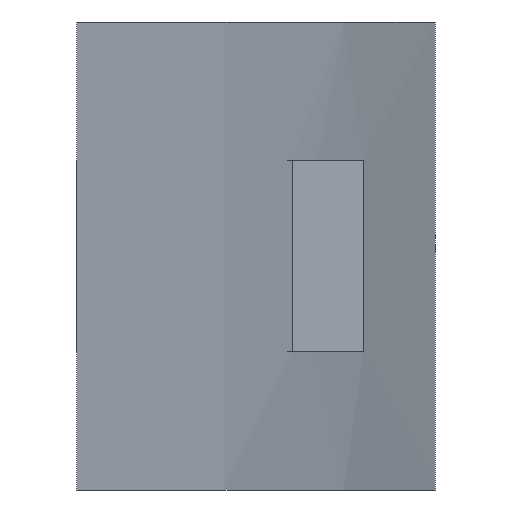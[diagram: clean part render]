
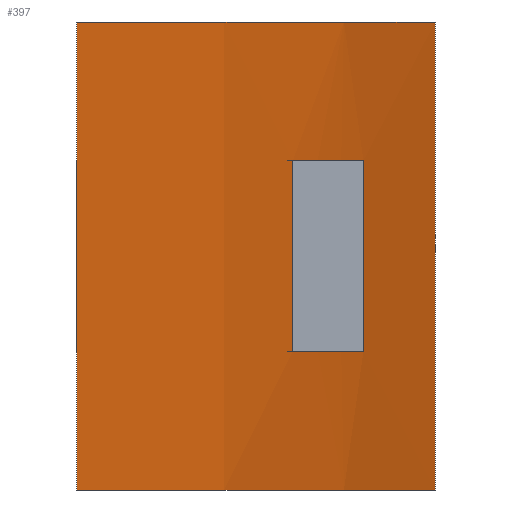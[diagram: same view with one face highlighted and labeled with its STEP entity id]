
A CAD part, left-side view. The second image highlights one B-rep face of the part: STEP entity #397.
In plain terms, the highlighted cylindrical face has radius 50 mm (diameter 100 mm), a partial arc.
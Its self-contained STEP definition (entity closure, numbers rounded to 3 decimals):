
#16=FACE_BOUND('',#74,.T.);
#22=CYLINDRICAL_SURFACE('',#447,50.);
#28=CIRCLE('',#435,50.);
#29=CIRCLE('',#438,50.);
#32=CIRCLE('',#444,50.);
#34=CIRCLE('',#448,50.);
#52=FACE_OUTER_BOUND('',#73,.T.);
#73=EDGE_LOOP('',(#328,#329,#330,#331));
#74=EDGE_LOOP('',(#332,#333,#334,#335));
#109=LINE('',#629,#151);
#115=LINE('',#642,#157);
#120=LINE('',#660,#162);
#121=LINE('',#664,#163);
#151=VECTOR('',#514,10.);
#157=VECTOR('',#526,10.);
#162=VECTOR('',#545,10.);
#163=VECTOR('',#550,10.);
#184=VERTEX_POINT('',#617);
#185=VERTEX_POINT('',#618);
#189=VERTEX_POINT('',#628);
#191=VERTEX_POINT('',#634);
#196=VERTEX_POINT('',#650);
#197=VERTEX_POINT('',#652);
#199=VERTEX_POINT('',#658);
#200=VERTEX_POINT('',#662);
#229=EDGE_CURVE('',#184,#185,#28,.T.);
#234=EDGE_CURVE('',#185,#189,#109,.T.);
#237=EDGE_CURVE('',#189,#191,#29,.T.);
#241=EDGE_CURVE('',#191,#184,#115,.T.);
#246=EDGE_CURVE('',#196,#197,#32,.T.);
#250=EDGE_CURVE('',#196,#199,#120,.T.);
#251=EDGE_CURVE('',#200,#199,#34,.T.);
#252=EDGE_CURVE('',#197,#200,#121,.T.);
#328=ORIENTED_EDGE('',*,*,#250,.T.);
#329=ORIENTED_EDGE('',*,*,#251,.F.);
#330=ORIENTED_EDGE('',*,*,#252,.F.);
#331=ORIENTED_EDGE('',*,*,#246,.F.);
#332=ORIENTED_EDGE('',*,*,#237,.T.);
#333=ORIENTED_EDGE('',*,*,#241,.T.);
#334=ORIENTED_EDGE('',*,*,#229,.T.);
#335=ORIENTED_EDGE('',*,*,#234,.T.);
#397=ADVANCED_FACE('',(#52,#16),#22,.T.);
#435=AXIS2_PLACEMENT_3D('',#619,#506,#507);
#438=AXIS2_PLACEMENT_3D('',#635,#519,#520);
#444=AXIS2_PLACEMENT_3D('',#653,#537,#538);
#447=AXIS2_PLACEMENT_3D('',#661,#546,#547);
#448=AXIS2_PLACEMENT_3D('',#663,#548,#549);
#506=DIRECTION('center_axis',(0.,0.,1.));
#507=DIRECTION('ref_axis',(-0.586,-0.81,0.));
#514=DIRECTION('',(0.,0.,-1.));
#519=DIRECTION('center_axis',(0.,0.,-1.));
#520=DIRECTION('ref_axis',(-0.586,-0.81,0.));
#526=DIRECTION('',(0.,0.,1.));
#537=DIRECTION('center_axis',(0.,0.,-1.));
#538=DIRECTION('ref_axis',(-0.586,-0.81,0.));
#545=DIRECTION('',(0.,0.,1.));
#546=DIRECTION('center_axis',(0.,0.,1.));
#547=DIRECTION('ref_axis',(-0.586,-0.81,0.));
#548=DIRECTION('center_axis',(0.,0.,1.));
#549=DIRECTION('ref_axis',(-0.586,-0.81,0.));
#550=DIRECTION('',(0.,0.,1.));
#617=CARTESIAN_POINT('',(-21.75,-45.022,2.));
#618=CARTESIAN_POINT('',(-18.378,-46.5,2.));
#619=CARTESIAN_POINT('Origin',(0.,0.,2.));
#628=CARTESIAN_POINT('',(-18.378,-46.5,-2.));
#629=CARTESIAN_POINT('',(-18.378,-46.5,0.));
#634=CARTESIAN_POINT('',(-21.75,-45.022,-2.));
#635=CARTESIAN_POINT('Origin',(0.,0.,-2.));
#642=CARTESIAN_POINT('',(-21.75,-45.022,0.));
#650=CARTESIAN_POINT('',(-14.,-48.,-4.9));
#652=CARTESIAN_POINT('',(-29.321,-40.5,-4.9));
#653=CARTESIAN_POINT('Origin',(0.,0.,-4.9));
#658=CARTESIAN_POINT('',(-14.,-48.,4.9));
#660=CARTESIAN_POINT('',(-14.,-48.,0.));
#661=CARTESIAN_POINT('Origin',(0.,0.,0.));
#662=CARTESIAN_POINT('',(-29.321,-40.5,4.9));
#663=CARTESIAN_POINT('Origin',(0.,0.,4.9));
#664=CARTESIAN_POINT('',(-29.321,-40.5,0.));
